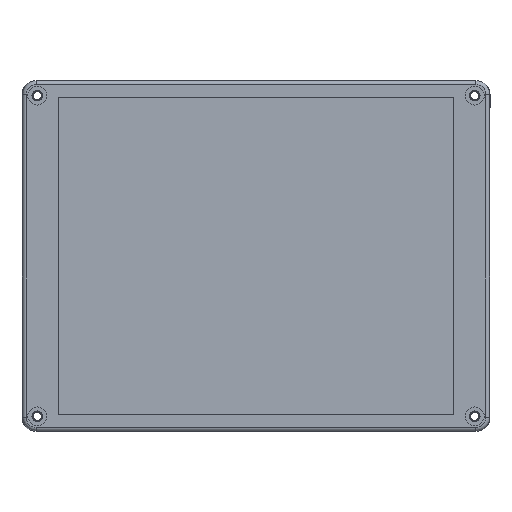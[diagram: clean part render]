
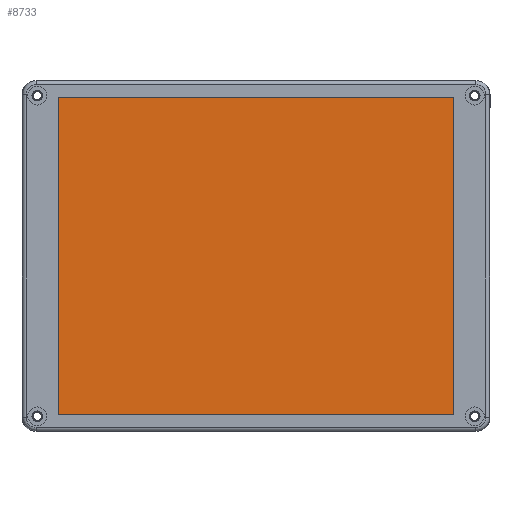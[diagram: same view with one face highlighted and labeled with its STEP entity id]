
A CAD part, top view. The second image highlights one B-rep face of the part: STEP entity #8733.
In plain terms, the highlighted planar face has unit normal (0, 0, 1).
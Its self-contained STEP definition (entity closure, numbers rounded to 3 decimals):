
#8679 = EDGE_LOOP ( 'NONE', ( #8734, #8738, #8741, #8744 ) ) ;
#8718 = EDGE_CURVE ( 'NONE', #8743, #8736, #14362, .T. ) ;
#8733 = ADVANCED_FACE ( 'NONE', ( #14389 ), #14388, .T. ) ;
#8734 = ORIENTED_EDGE ( 'NONE', *, *, #8735, .T. ) ;
#8735 = EDGE_CURVE ( 'NONE', #8736, #8737, #14386, .T. ) ;
#8736 = VERTEX_POINT ( 'NONE', #14379 ) ;
#8737 = VERTEX_POINT ( 'NONE', #14378 ) ;
#8738 = ORIENTED_EDGE ( 'NONE', *, *, #8739, .T. ) ;
#8739 = EDGE_CURVE ( 'NONE', #8737, #8740, #14377, .T. ) ;
#8740 = VERTEX_POINT ( 'NONE', #14373 ) ;
#8741 = ORIENTED_EDGE ( 'NONE', *, *, #8742, .T. ) ;
#8742 = EDGE_CURVE ( 'NONE', #8740, #8743, #14372, .T. ) ;
#8743 = VERTEX_POINT ( 'NONE', #14368 ) ;
#8744 = ORIENTED_EDGE ( 'NONE', *, *, #8718, .T. ) ;
#14359 = DIRECTION ( 'NONE',  ( 0., 1., 0. ) ) ;
#14360 = VECTOR ( 'NONE', #14359, 1000. ) ;
#14361 = CARTESIAN_POINT ( 'NONE',  ( -94.631, 1171.538, 71. ) ) ;
#14362 = LINE ( 'NONE', #14361, #14360 ) ;
#14368 = CARTESIAN_POINT ( 'NONE',  ( -94.631, 1171.538, 71. ) ) ;
#14369 = DIRECTION ( 'NONE',  ( 1., 0., 0. ) ) ;
#14370 = VECTOR ( 'NONE', #14369, 1000. ) ;
#14371 = CARTESIAN_POINT ( 'NONE',  ( -263.631, 1171.538, 71. ) ) ;
#14372 = LINE ( 'NONE', #14371, #14370 ) ;
#14373 = CARTESIAN_POINT ( 'NONE',  ( -263.631, 1171.538, 71. ) ) ;
#14374 = DIRECTION ( 'NONE',  ( 0., -1., 0. ) ) ;
#14375 = VECTOR ( 'NONE', #14374, 1000. ) ;
#14376 = CARTESIAN_POINT ( 'NONE',  ( -263.631, 1307.038, 71. ) ) ;
#14377 = LINE ( 'NONE', #14376, #14375 ) ;
#14378 = CARTESIAN_POINT ( 'NONE',  ( -263.631, 1307.038, 71. ) ) ;
#14379 = CARTESIAN_POINT ( 'NONE',  ( -94.631, 1307.038, 71. ) ) ;
#14380 = DIRECTION ( 'NONE',  ( -1., 0., 0. ) ) ;
#14381 = VECTOR ( 'NONE', #14380, 1000. ) ;
#14382 = CARTESIAN_POINT ( 'NONE',  ( -94.631, 1307.038, 71. ) ) ;
#14383 = DIRECTION ( 'NONE',  ( 1., 0., 0. ) ) ;
#14384 = DIRECTION ( 'NONE',  ( 0., 0., 1. ) ) ;
#14385 = CARTESIAN_POINT ( 'NONE',  ( -179.131, 1239.288, 71. ) ) ;
#14386 = LINE ( 'NONE', #14382, #14381 ) ;
#14387 = AXIS2_PLACEMENT_3D ( 'NONE', #14385, #14384, #14383 ) ;
#14388 = PLANE ( 'NONE',  #14387 ) ;
#14389 = FACE_OUTER_BOUND ( 'NONE', #8679, .T. ) ;
